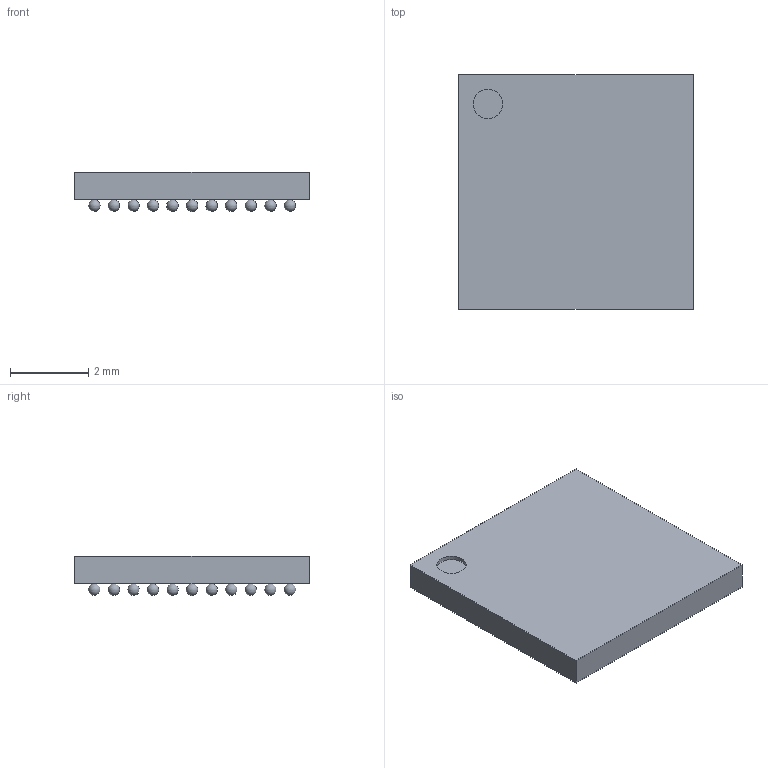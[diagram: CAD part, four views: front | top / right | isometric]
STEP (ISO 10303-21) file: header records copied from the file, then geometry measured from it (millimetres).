
FILE_DESCRIPTION(('FreeCAD Model'),'2;1');
FILE_NAME('3322868.3.1.stp','2022-05-05T12:24:28',( 'Author'),(''),'Open CASCADE STEP processor 6.9','FreeCAD','Unknown' );
FILE_SCHEMA(('AUTOMOTIVE_DESIGN { 1 0 10303 214 1 1 1 1 }'));
Length unit declared in the file: millimetre
Products named in the file (3): ASSEMBLY; Array; Body
Assembly tree (2 placements, depth 2):
  ASSEMBLY
    Array
    Body
Bounding box: 6 x 6 x 1 mm (x, y, z)
Volume: 26.9 mm3; surface area: 123.2 mm2
Topology: 122 solids, 122 shells, 129 faces, 378 edges, 252 vertices
Faces by surface type: sphere 121, plane 7, cylinder 1
Full cylindrical faces by diameter (mm): 0.75 x1
Entity records: 2996 total; most frequent: DIRECTION 311, CARTESIAN_POINT 308, AXIS2_PLACEMENT_3D 134, VERTEX_POINT 131, FACE_BOUND 130, ADVANCED_FACE 129, MANIFOLD_SOLID_BREP 122, CLOSED_SHELL 122
